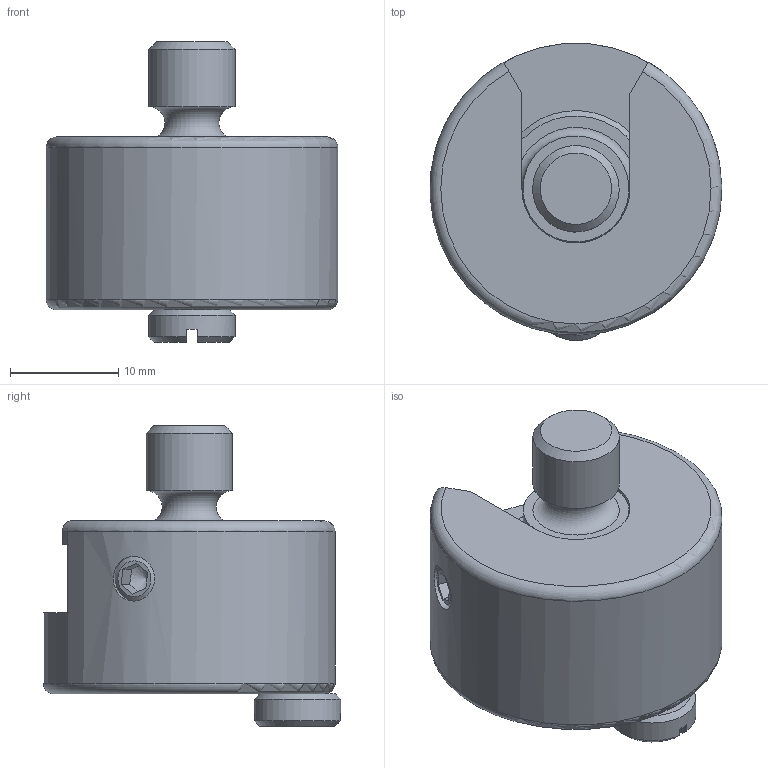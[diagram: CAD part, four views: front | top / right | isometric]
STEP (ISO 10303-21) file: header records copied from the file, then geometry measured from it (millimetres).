
FILE_DESCRIPTION((''),'2;1');
FILE_NAME('SZ0604S_A.stp','2013-08-26T11:13:58',('janine behrens'),(''),'Autodesk Inventor 2012','Autodesk Inventor 2012','');
FILE_SCHEMA(('AUTOMOTIVE_DESIGN { 1 0 10303 214 1 1 1 1 }'));
Length unit declared in the file: millimetre
Products named in the file (5): SZ0604S_A; ME0600006_A; ME1806001_A; SS9900V_A; DIN 913 M5 x 6
Assembly tree (5 placements, depth 2):
  SZ0604S_A
    ME0600006_A
    ME1806001_A
    SS9900V_A
    DIN 913 M5 x 6  x2
Bounding box: 26.99 x 27.48 x 27.8 mm (x, y, z)
Volume: 7553.4 mm3; surface area: 4767.4 mm2
Topology: 5 solids, 5 shells, 92 faces, 214 edges, 135 vertices
Faces by surface type: plane 50, cylinder 19, cone 17, torus 6
Full cylindrical faces by diameter (mm): 3.7 x1, 4.134 x4, 5 x4, 6 x1, 8 x2, 9.8 x1, 10 x1, 14.5 x1, 27 x1
Entity records: 2253 total; most frequent: CARTESIAN_POINT 470, DIRECTION 360, ORIENTED_EDGE 284, AXIS2_PLACEMENT_3D 147, EDGE_CURVE 142, EDGE_LOOP 122, VERTEX_POINT 106, FACE_OUTER_BOUND 79
